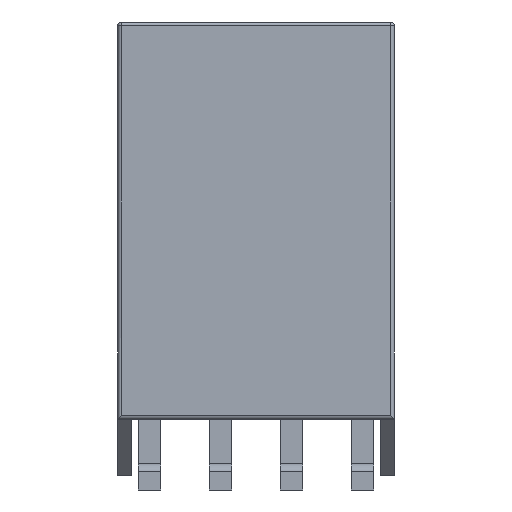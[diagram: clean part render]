
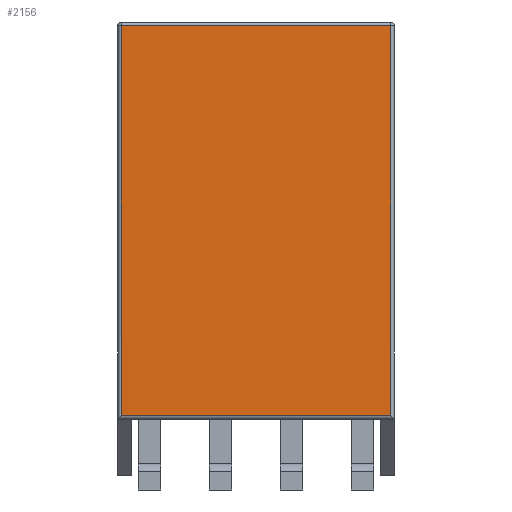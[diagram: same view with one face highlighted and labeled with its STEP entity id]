
A CAD part, left-side view. The second image highlights one B-rep face of the part: STEP entity #2156.
In plain terms, the highlighted planar face has unit normal (-1, 0, 0).
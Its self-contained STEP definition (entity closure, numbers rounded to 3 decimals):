
#236=FACE_OUTER_BOUND($,#403,.T.);
#403=EDGE_LOOP($,(#1575,#1576,#1577,#1578));
#577=LINE($,#3369,#785);
#578=LINE($,#3371,#786);
#579=LINE($,#3373,#787);
#580=LINE($,#3374,#788);
#785=VECTOR($,#2703,3.799);
#786=VECTOR($,#2704,5.5);
#787=VECTOR($,#2705,3.8);
#788=VECTOR($,#2706,5.5);
#999=VERTEX_POINT($,#3367);
#1000=VERTEX_POINT($,#3368);
#1001=VERTEX_POINT($,#3370);
#1002=VERTEX_POINT($,#3372);
#1217=EDGE_CURVE($,#999,#1000,#577,.T.);
#1218=EDGE_CURVE($,#1000,#1001,#578,.T.);
#1219=EDGE_CURVE($,#1001,#1002,#579,.T.);
#1220=EDGE_CURVE($,#1002,#999,#580,.T.);
#1575=ORIENTED_EDGE($,*,*,#1217,.T.);
#1576=ORIENTED_EDGE($,*,*,#1218,.T.);
#1577=ORIENTED_EDGE($,*,*,#1219,.T.);
#1578=ORIENTED_EDGE($,*,*,#1220,.T.);
#2045=PLANE($,#2348);
#2156=ADVANCED_FACE($,(#236),#2045,.T.);
#2348=AXIS2_PLACEMENT_3D($,#3366,#2701,#2702);
#2701=DIRECTION('center_axis',(-1.,0.,
0.));
#2702=DIRECTION('ref_axis',(0.,0.,-1.));
#2703=DIRECTION($,(0.,1.,0.));
#2704=DIRECTION($,(0.,0.,-1.));
#2705=DIRECTION($,(0.,-1.,0.));
#2706=DIRECTION($,(0.,0.,1.));
#3366=CARTESIAN_POINT('Origin',(-7.625,-1.95,1.));
#3367=CARTESIAN_POINT('',(-7.624,-1.899,6.55));
#3368=CARTESIAN_POINT('',(-7.624,1.899,6.55));
#3369=CARTESIAN_POINT($,(-7.624,1.949,6.55));
#3370=CARTESIAN_POINT('',(-7.625,1.9,1.05));
#3371=CARTESIAN_POINT($,(-7.625,1.9,1.));
#3372=CARTESIAN_POINT('',(-7.625,-1.9,1.05));
#3373=CARTESIAN_POINT($,(-7.625,-1.95,1.05));
#3374=CARTESIAN_POINT($,(-7.625,-1.9,1.));
